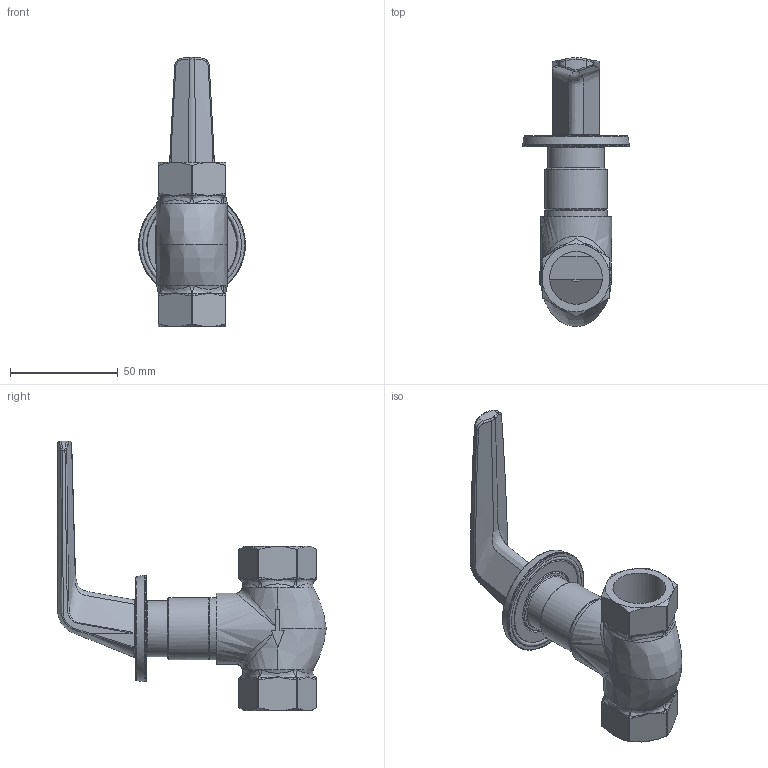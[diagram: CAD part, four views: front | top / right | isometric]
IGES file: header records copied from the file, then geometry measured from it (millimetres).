
Global section: file name: T2007-TCTL; native system: Autodesk Inventor 2020; preprocessor: unknown; author: camerond; date: 20221207.092259; units: millimetre
Bounding box: 49.47 x 124.59 x 124.98 mm (x, y, z)
Volume: 87725.8 mm3; surface area: 60192.8 mm2
Topology: 20 solids, 20 shells, 1466 faces, 4099 edges, 2707 vertices
Faces by surface type: bspline 1466
